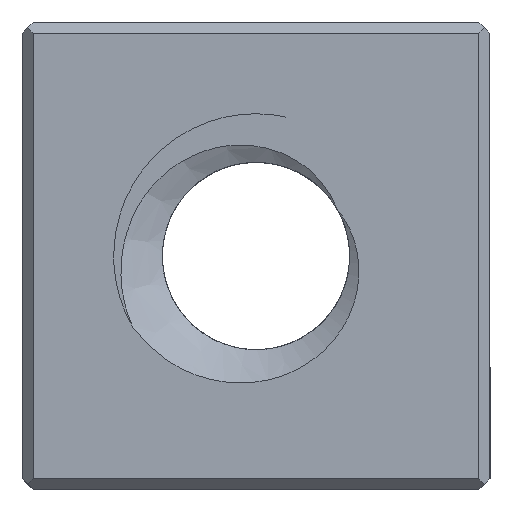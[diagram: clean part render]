
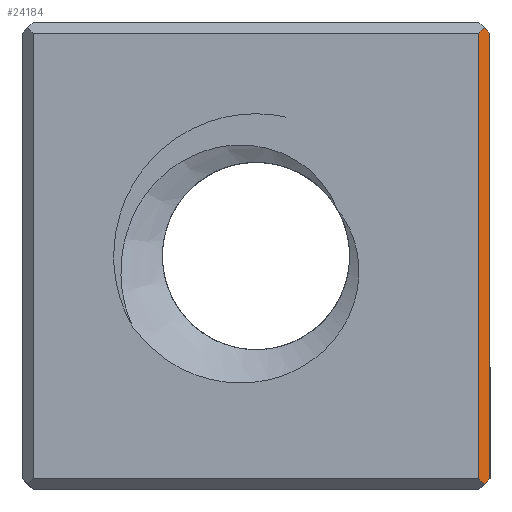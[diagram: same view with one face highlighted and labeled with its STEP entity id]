
A CAD part, left-side view. The second image highlights one B-rep face of the part: STEP entity #24184.
In plain terms, the highlighted planar face has unit normal (-0.707, -0.707, 0).
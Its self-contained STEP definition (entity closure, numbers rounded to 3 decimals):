
#278 = PLANE('',#279);
#279 = AXIS2_PLACEMENT_3D('',#280,#281,#282);
#280 = CARTESIAN_POINT('',(0.,0.,0.3));
#281 = DIRECTION('',(0.,0.707,0.707)
  );
#282 = DIRECTION('',(0.,0.707,-0.707)
  );
#471 = PLANE('',#472);
#472 = AXIS2_PLACEMENT_3D('',#473,#474,#475);
#473 = CARTESIAN_POINT('',(0.,0.,12.2)
  );
#474 = DIRECTION('',(0.,-0.707,0.707)
  );
#475 = DIRECTION('',(0.,0.707,0.707));
#499 = PLANE('',#500);
#500 = AXIS2_PLACEMENT_3D('',#501,#502,#503);
#501 = CARTESIAN_POINT('',(0.,0.,0.));
#502 = DIRECTION('',(0.,1.,0.));
#503 = DIRECTION('',(1.,0.,0.));
#761 = VERTEX_POINT('',#762);
#762 = CARTESIAN_POINT('',(0.3,0.,0.3));
#783 = EDGE_CURVE('',#761,#784,#786,.T.);
#784 = VERTEX_POINT('',#785);
#785 = CARTESIAN_POINT('',(0.3,0.,12.2));
#786 = SURFACE_CURVE('',#787,(#791,#798),.PCURVE_S1.);
#787 = LINE('',#788,#789);
#788 = CARTESIAN_POINT('',(0.3,0.,0.));
#789 = VECTOR('',#790,1.);
#790 = DIRECTION('',(0.,0.,1.));
#791 = PCURVE('',#499,#792);
#792 = DEFINITIONAL_REPRESENTATION('',(#793),#797);
#793 = LINE('',#794,#795);
#794 = CARTESIAN_POINT('',(0.3,0.));
#795 = VECTOR('',#796,1.);
#796 = DIRECTION('',(0.,-1.));
#797 = ( GEOMETRIC_REPRESENTATION_CONTEXT(2) 
PARAMETRIC_REPRESENTATION_CONTEXT() REPRESENTATION_CONTEXT('2D SPACE',''
  ) );
#798 = PCURVE('',#799,#804);
#799 = PLANE('',#800);
#800 = AXIS2_PLACEMENT_3D('',#801,#802,#803);
#801 = CARTESIAN_POINT('',(0.3,0.,0.));
#802 = DIRECTION('',(-0.707,-0.707,0.));
#803 = DIRECTION('',(-0.707,0.707,0.));
#804 = DEFINITIONAL_REPRESENTATION('',(#805),#809);
#805 = LINE('',#806,#807);
#806 = CARTESIAN_POINT('',(0.,0.));
#807 = VECTOR('',#808,1.);
#808 = DIRECTION('',(0.,-1.));
#809 = ( GEOMETRIC_REPRESENTATION_CONTEXT(2) 
PARAMETRIC_REPRESENTATION_CONTEXT() REPRESENTATION_CONTEXT('2D SPACE',''
  ) );
#23330 = PLANE('',#23331);
#23331 = AXIS2_PLACEMENT_3D('',#23332,#23333,#23334);
#23332 = CARTESIAN_POINT('',(0.,0.,0.3));
#23333 = DIRECTION('',(-0.707,0.,
    -0.707));
#23334 = DIRECTION('',(0.707,0.,-0.707
    ));
#23847 = VERTEX_POINT('',#23848);
#23848 = CARTESIAN_POINT('',(0.15,0.15,0.15));
#23869 = EDGE_CURVE('',#23847,#761,#23870,.T.);
#23870 = SURFACE_CURVE('',#23871,(#23875,#23882),.PCURVE_S1.);
#23871 = LINE('',#23872,#23873);
#23872 = CARTESIAN_POINT('',(0.2,0.1,0.2));
#23873 = VECTOR('',#23874,1.);
#23874 = DIRECTION('',(0.577,-0.577,0.577));
#23875 = PCURVE('',#278,#23876);
#23876 = DEFINITIONAL_REPRESENTATION('',(#23877),#23881);
#23877 = LINE('',#23878,#23879);
#23878 = CARTESIAN_POINT('',(0.141,-0.2));
#23879 = VECTOR('',#23880,1.);
#23880 = DIRECTION('',(-0.816,-0.577));
#23881 = ( GEOMETRIC_REPRESENTATION_CONTEXT(2) 
PARAMETRIC_REPRESENTATION_CONTEXT() REPRESENTATION_CONTEXT('2D SPACE',''
  ) );
#23882 = PCURVE('',#799,#23883);
#23883 = DEFINITIONAL_REPRESENTATION('',(#23884),#23888);
#23884 = LINE('',#23885,#23886);
#23885 = CARTESIAN_POINT('',(0.141,-0.2));
#23886 = VECTOR('',#23887,1.);
#23887 = DIRECTION('',(-0.816,-0.577));
#23888 = ( GEOMETRIC_REPRESENTATION_CONTEXT(2) 
PARAMETRIC_REPRESENTATION_CONTEXT() REPRESENTATION_CONTEXT('2D SPACE',''
  ) );
#23920 = VERTEX_POINT('',#23921);
#23921 = CARTESIAN_POINT('',(0.15,0.15,12.35));
#23935 = PLANE('',#23936);
#23936 = AXIS2_PLACEMENT_3D('',#23937,#23938,#23939);
#23937 = CARTESIAN_POINT('',(0.3,0.,12.5));
#23938 = DIRECTION('',(-0.707,0.,
    0.707));
#23939 = DIRECTION('',(-0.707,0.,
    -0.707));
#23947 = EDGE_CURVE('',#23920,#784,#23948,.T.);
#23948 = SURFACE_CURVE('',#23949,(#23953,#23960),.PCURVE_S1.);
#23949 = LINE('',#23950,#23951);
#23950 = CARTESIAN_POINT('',(2.283,-1.983,
    10.217));
#23951 = VECTOR('',#23952,1.);
#23952 = DIRECTION('',(0.577,-0.577,-0.577));
#23953 = PCURVE('',#471,#23954);
#23954 = DEFINITIONAL_REPRESENTATION('',(#23955),#23959);
#23955 = LINE('',#23956,#23957);
#23956 = CARTESIAN_POINT('',(-2.805,-2.283));
#23957 = VECTOR('',#23958,1.);
#23958 = DIRECTION('',(-0.816,-0.577));
#23959 = ( GEOMETRIC_REPRESENTATION_CONTEXT(2) 
PARAMETRIC_REPRESENTATION_CONTEXT() REPRESENTATION_CONTEXT('2D SPACE',''
  ) );
#23960 = PCURVE('',#799,#23961);
#23961 = DEFINITIONAL_REPRESENTATION('',(#23962),#23966);
#23962 = LINE('',#23963,#23964);
#23963 = CARTESIAN_POINT('',(-2.805,-10.217));
#23964 = VECTOR('',#23965,1.);
#23965 = DIRECTION('',(-0.816,0.577));
#23966 = ( GEOMETRIC_REPRESENTATION_CONTEXT(2) 
PARAMETRIC_REPRESENTATION_CONTEXT() REPRESENTATION_CONTEXT('2D SPACE',''
  ) );
#24184 = ADVANCED_FACE('',(#24185),#799,.T.);
#24185 = FACE_BOUND('',#24186,.T.);
#24186 = EDGE_LOOP('',(#24187,#24188,#24189,#24190,#24213,#24241));
#24187 = ORIENTED_EDGE('',*,*,#23869,.T.);
#24188 = ORIENTED_EDGE('',*,*,#783,.T.);
#24189 = ORIENTED_EDGE('',*,*,#23947,.F.);
#24190 = ORIENTED_EDGE('',*,*,#24191,.F.);
#24191 = EDGE_CURVE('',#24192,#23920,#24194,.T.);
#24192 = VERTEX_POINT('',#24193);
#24193 = CARTESIAN_POINT('',(0.,0.3,12.2));
#24194 = SURFACE_CURVE('',#24195,(#24199,#24206),.PCURVE_S1.);
#24195 = LINE('',#24196,#24197);
#24196 = CARTESIAN_POINT('',(-1.783,2.083,
    10.417));
#24197 = VECTOR('',#24198,1.);
#24198 = DIRECTION('',(0.577,-0.577,0.577));
#24199 = PCURVE('',#799,#24200);
#24200 = DEFINITIONAL_REPRESENTATION('',(#24201),#24205);
#24201 = LINE('',#24202,#24203);
#24202 = CARTESIAN_POINT('',(2.946,-10.417));
#24203 = VECTOR('',#24204,1.);
#24204 = DIRECTION('',(-0.816,-0.577));
#24205 = ( GEOMETRIC_REPRESENTATION_CONTEXT(2) 
PARAMETRIC_REPRESENTATION_CONTEXT() REPRESENTATION_CONTEXT('2D SPACE',''
  ) );
#24206 = PCURVE('',#23935,#24207);
#24207 = DEFINITIONAL_REPRESENTATION('',(#24208),#24212);
#24208 = LINE('',#24209,#24210);
#24209 = CARTESIAN_POINT('',(2.946,-2.083));
#24210 = VECTOR('',#24211,1.);
#24211 = DIRECTION('',(-0.816,0.577));
#24212 = ( GEOMETRIC_REPRESENTATION_CONTEXT(2) 
PARAMETRIC_REPRESENTATION_CONTEXT() REPRESENTATION_CONTEXT('2D SPACE',''
  ) );
#24213 = ORIENTED_EDGE('',*,*,#24214,.F.);
#24214 = EDGE_CURVE('',#24215,#24192,#24217,.T.);
#24215 = VERTEX_POINT('',#24216);
#24216 = CARTESIAN_POINT('',(0.,0.3,0.3));
#24217 = SURFACE_CURVE('',#24218,(#24222,#24229),.PCURVE_S1.);
#24218 = LINE('',#24219,#24220);
#24219 = CARTESIAN_POINT('',(0.,0.3,0.));
#24220 = VECTOR('',#24221,1.);
#24221 = DIRECTION('',(0.,0.,1.));
#24222 = PCURVE('',#799,#24223);
#24223 = DEFINITIONAL_REPRESENTATION('',(#24224),#24228);
#24224 = LINE('',#24225,#24226);
#24225 = CARTESIAN_POINT('',(0.424,0.));
#24226 = VECTOR('',#24227,1.);
#24227 = DIRECTION('',(0.,-1.));
#24228 = ( GEOMETRIC_REPRESENTATION_CONTEXT(2) 
PARAMETRIC_REPRESENTATION_CONTEXT() REPRESENTATION_CONTEXT('2D SPACE',''
  ) );
#24229 = PCURVE('',#24230,#24235);
#24230 = PLANE('',#24231);
#24231 = AXIS2_PLACEMENT_3D('',#24232,#24233,#24234);
#24232 = CARTESIAN_POINT('',(0.,12.5,0.));
#24233 = DIRECTION('',(1.,0.,0.));
#24234 = DIRECTION('',(0.,-1.,0.));
#24235 = DEFINITIONAL_REPRESENTATION('',(#24236),#24240);
#24236 = LINE('',#24237,#24238);
#24237 = CARTESIAN_POINT('',(12.2,0.));
#24238 = VECTOR('',#24239,1.);
#24239 = DIRECTION('',(0.,-1.));
#24240 = ( GEOMETRIC_REPRESENTATION_CONTEXT(2) 
PARAMETRIC_REPRESENTATION_CONTEXT() REPRESENTATION_CONTEXT('2D SPACE',''
  ) );
#24241 = ORIENTED_EDGE('',*,*,#24242,.F.);
#24242 = EDGE_CURVE('',#23847,#24215,#24243,.T.);
#24243 = SURFACE_CURVE('',#24244,(#24248,#24255),.PCURVE_S1.);
#24244 = LINE('',#24245,#24246);
#24245 = CARTESIAN_POINT('',(0.2,0.1,0.1));
#24246 = VECTOR('',#24247,1.);
#24247 = DIRECTION('',(-0.577,0.577,0.577));
#24248 = PCURVE('',#799,#24249);
#24249 = DEFINITIONAL_REPRESENTATION('',(#24250),#24254);
#24250 = LINE('',#24251,#24252);
#24251 = CARTESIAN_POINT('',(0.141,-0.1));
#24252 = VECTOR('',#24253,1.);
#24253 = DIRECTION('',(0.816,-0.577));
#24254 = ( GEOMETRIC_REPRESENTATION_CONTEXT(2) 
PARAMETRIC_REPRESENTATION_CONTEXT() REPRESENTATION_CONTEXT('2D SPACE',''
  ) );
#24255 = PCURVE('',#23330,#24256);
#24256 = DEFINITIONAL_REPRESENTATION('',(#24257),#24261);
#24257 = LINE('',#24258,#24259);
#24258 = CARTESIAN_POINT('',(0.283,-0.1));
#24259 = VECTOR('',#24260,1.);
#24260 = DIRECTION('',(-0.816,-0.577));
#24261 = ( GEOMETRIC_REPRESENTATION_CONTEXT(2) 
PARAMETRIC_REPRESENTATION_CONTEXT() REPRESENTATION_CONTEXT('2D SPACE',''
  ) );
